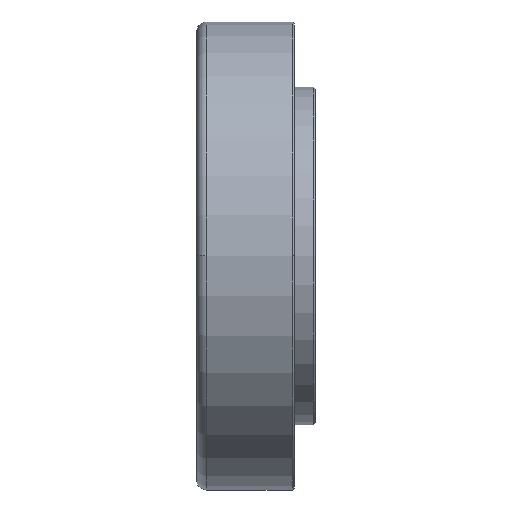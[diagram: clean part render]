
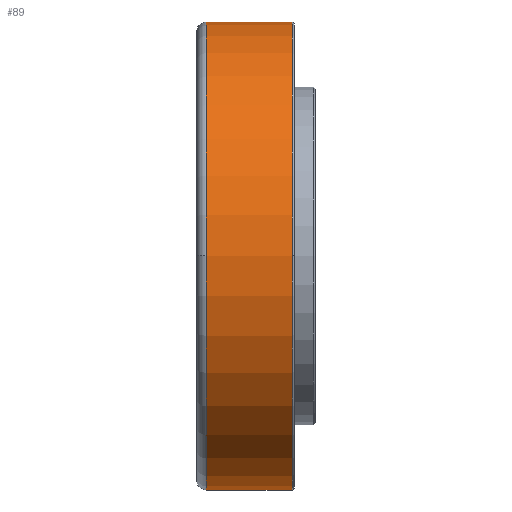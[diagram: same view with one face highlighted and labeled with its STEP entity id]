
A CAD part, top view. The second image highlights one B-rep face of the part: STEP entity #89.
In plain terms, the highlighted cylindrical face has radius 36 mm (diameter 72 mm), a partial arc.
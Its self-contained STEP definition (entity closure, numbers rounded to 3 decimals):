
#89=ADVANCED_FACE('',(#257),#258,.T.);
#257=FACE_OUTER_BOUND('',#571,.T.);
#258=CYLINDRICAL_SURFACE('',#572,36.0);
#571=EDGE_LOOP('',(#1035,#1036,#1037,#1038,#1039,#1040));
#572=AXIS2_PLACEMENT_3D('',#1041,#1042,#1043);
#1035=ORIENTED_EDGE('',*,*,#1896,.F.);
#1036=ORIENTED_EDGE('',*,*,#1897,.T.);
#1037=ORIENTED_EDGE('',*,*,#1898,.T.);
#1038=ORIENTED_EDGE('',*,*,#1899,.F.);
#1039=ORIENTED_EDGE('',*,*,#1900,.F.);
#1040=ORIENTED_EDGE('',*,*,#1892,.F.);
#1041=CARTESIAN_POINT('',(8.1,0.0,0.0));
#1042=DIRECTION('',(1.0,0.0,0.0));
#1043=DIRECTION('',(0.0,1.0,0.0));
#1892=EDGE_CURVE('',#2225,#2227,#2228,.T.);
#1896=EDGE_CURVE('',#2234,#2225,#2235,.T.);
#1897=EDGE_CURVE('',#2234,#2236,#2237,.T.);
#1898=EDGE_CURVE('',#2236,#2238,#2239,.T.);
#1899=EDGE_CURVE('',#2240,#2238,#2241,.T.);
#1900=EDGE_CURVE('',#2227,#2240,#2242,.T.);
#2225=VERTEX_POINT('',#2725);
#2227=VERTEX_POINT('',#2727);
#2228=CIRCLE('',#2728,36.0);
#2234=VERTEX_POINT('',#2734);
#2235=LINE('',#2735,#2736);
#2236=VERTEX_POINT('',#2737);
#2237=CIRCLE('',#2738,36.0);
#2238=VERTEX_POINT('',#2739);
#2239=CIRCLE('',#2740,36.0);
#2240=VERTEX_POINT('',#2741);
#2241=LINE('',#2742,#2743);
#2242=CIRCLE('',#2744,36.0);
#2725=CARTESIAN_POINT('',(14.7,36.0,0.0));
#2727=CARTESIAN_POINT('',(14.7,0.,36.0));
#2728=AXIS2_PLACEMENT_3D('',#4591,#4592,#4593);
#2734=CARTESIAN_POINT('',(1.5,36.0,0.0));
#2735=CARTESIAN_POINT('',(8.1,36.0,0.));
#2736=VECTOR('',#4603,1.0);
#2737=CARTESIAN_POINT('',(1.5,0.,36.0));
#2738=AXIS2_PLACEMENT_3D('',#4604,#4605,#4606);
#2739=CARTESIAN_POINT('',(1.5,-36.0,0.));
#2740=AXIS2_PLACEMENT_3D('',#4607,#4608,#4609);
#2741=CARTESIAN_POINT('',(14.7,-36.0,0.));
#2742=CARTESIAN_POINT('',(8.1,-36.0,0.));
#2743=VECTOR('',#4610,1.0);
#2744=AXIS2_PLACEMENT_3D('',#4611,#4612,#4613);
#4591=CARTESIAN_POINT('',(14.7,0.0,0.0));
#4592=DIRECTION('',(1.0,0.0,0.0));
#4593=DIRECTION('',(0.0,1.0,0.0));
#4603=DIRECTION('',(1.0,0.0,0.0));
#4604=CARTESIAN_POINT('',(1.5,0.0,0.0));
#4605=DIRECTION('',(1.0,0.0,0.0));
#4606=DIRECTION('',(0.0,1.0,0.0));
#4607=CARTESIAN_POINT('',(1.5,0.0,0.0));
#4608=DIRECTION('',(1.0,0.0,0.0));
#4609=DIRECTION('',(0.0,1.0,0.0));
#4610=DIRECTION('',(-1.0,-0.0,-0.0));
#4611=CARTESIAN_POINT('',(14.7,0.0,0.0));
#4612=DIRECTION('',(1.0,0.0,0.0));
#4613=DIRECTION('',(0.0,1.0,0.0));
